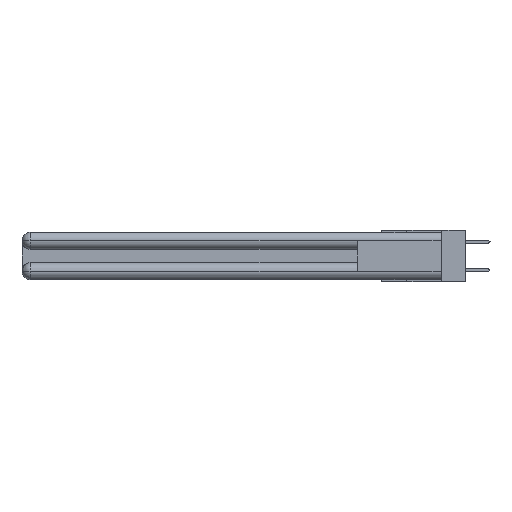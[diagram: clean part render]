
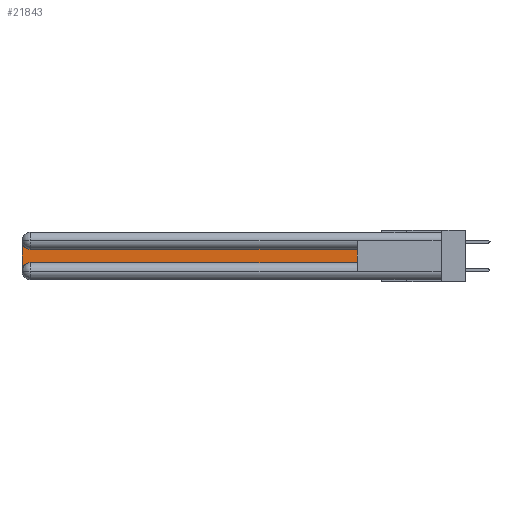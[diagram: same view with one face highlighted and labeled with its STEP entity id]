
A CAD part, left-side view. The second image highlights one B-rep face of the part: STEP entity #21843.
In plain terms, the highlighted planar face has unit normal (-1, 0, 0).
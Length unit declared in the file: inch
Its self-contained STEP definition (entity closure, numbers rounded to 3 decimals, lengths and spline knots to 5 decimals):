
#166 = ORIENTED_EDGE ( 'NONE', *, *, #935, .T. ) ;
#457 = EDGE_LOOP ( 'NONE', ( #20249, #5646, #13142, #22200, #22349, #166 ) ) ;
#935 = EDGE_CURVE ( 'NONE', #7465, #27871, #9486, .T. ) ;
#2313 = CIRCLE ( 'NONE', #28301, 0.06 ) ;
#2474 = AXIS2_PLACEMENT_3D ( 'NONE', #18619, #14250, #14347 ) ;
#2532 = VERTEX_POINT ( 'NONE', #19539 ) ;
#3706 = DIRECTION ( 'NONE',  ( 0., 0., -1. ) ) ;
#4596 = CARTESIAN_POINT ( 'NONE',  ( 0.075, 0.6, -0.1225 ) ) ;
#5640 = CARTESIAN_POINT ( 'NONE',  ( 0.075, 3., -0.2175 ) ) ;
#5646 = ORIENTED_EDGE ( 'NONE', *, *, #16911, .T. ) ;
#5977 = CARTESIAN_POINT ( 'NONE',  ( 0.075, 2.94, -0.2175 ) ) ;
#6169 = EDGE_CURVE ( 'NONE', #7986, #20136, #10080, .T. ) ;
#7465 = VERTEX_POINT ( 'NONE', #29029 ) ;
#7880 = CARTESIAN_POINT ( 'NONE',  ( 0.075, 0.6, -0.2175 ) ) ;
#7986 = VERTEX_POINT ( 'NONE', #9359 ) ;
#8133 = DIRECTION ( 'NONE',  ( 0., 0., -1. ) ) ;
#8800 = DIRECTION ( 'NONE',  ( 0., -1., 0. ) ) ;
#9359 = CARTESIAN_POINT ( 'NONE',  ( 0.075, 3., -0.0625 ) ) ;
#9486 = LINE ( 'NONE', #7880, #14907 ) ;
#9785 = CARTESIAN_POINT ( 'NONE',  ( 0.075, 0.6, -0.1225 ) ) ;
#9866 = DIRECTION ( 'NONE',  ( 1., 0., 0. ) ) ;
#10080 = LINE ( 'NONE', #5640, #11181 ) ;
#11181 = VECTOR ( 'NONE', #8133, 39.37008 ) ;
#13142 = ORIENTED_EDGE ( 'NONE', *, *, #6169, .T. ) ;
#13939 = DIRECTION ( 'NONE',  ( 0., 1., 0. ) ) ;
#14086 = FACE_OUTER_BOUND ( 'NONE', #457, .T. ) ;
#14130 = EDGE_CURVE ( 'NONE', #14701, #7465, #14330, .T. ) ;
#14250 = DIRECTION ( 'NONE',  ( 1., 0., 0. ) ) ;
#14330 = LINE ( 'NONE', #22502, #20696 ) ;
#14347 = DIRECTION ( 'NONE',  ( 0., 0., -1. ) ) ;
#14701 = VERTEX_POINT ( 'NONE', #5977 ) ;
#14907 = VECTOR ( 'NONE', #17099, 39.37008 ) ;
#15926 = CIRCLE ( 'NONE', #28880, 0.06 ) ;
#16334 = EDGE_CURVE ( 'NONE', #27871, #2532, #20245, .T. ) ;
#16911 = EDGE_CURVE ( 'NONE', #2532, #7986, #15926, .T. ) ;
#17099 = DIRECTION ( 'NONE',  ( 0., 0., 1. ) ) ;
#17463 = DIRECTION ( 'NONE',  ( 1., 0., 0. ) ) ;
#18619 = CARTESIAN_POINT ( 'NONE',  ( 0.075, 3., -0.1225 ) ) ;
#19361 = CARTESIAN_POINT ( 'NONE',  ( 0.075, 2.94, -0.0625 ) ) ;
#19539 = CARTESIAN_POINT ( 'NONE',  ( 0.075, 2.94, -0.1225 ) ) ;
#20136 = VERTEX_POINT ( 'NONE', #29293 ) ;
#20245 = LINE ( 'NONE', #4596, #26014 ) ;
#20249 = ORIENTED_EDGE ( 'NONE', *, *, #16334, .T. ) ;
#20696 = VECTOR ( 'NONE', #8800, 39.37008 ) ;
#21843 = ADVANCED_FACE ( 'NONE', ( #14086 ), #27922, .F. ) ;
#22200 = ORIENTED_EDGE ( 'NONE', *, *, #25940, .T. ) ;
#22349 = ORIENTED_EDGE ( 'NONE', *, *, #14130, .T. ) ;
#22502 = CARTESIAN_POINT ( 'NONE',  ( 0.075, 0.6, -0.2175 ) ) ;
#23579 = CARTESIAN_POINT ( 'NONE',  ( 0.075, 2.94, -0.2775 ) ) ;
#25940 = EDGE_CURVE ( 'NONE', #20136, #14701, #2313, .T. ) ;
#26014 = VECTOR ( 'NONE', #13939, 39.37008 ) ;
#27871 = VERTEX_POINT ( 'NONE', #9785 ) ;
#27922 = PLANE ( 'NONE',  #2474 ) ;
#28188 = DIRECTION ( 'NONE',  ( 0., 0., -1. ) ) ;
#28301 = AXIS2_PLACEMENT_3D ( 'NONE', #23579, #9866, #28188 ) ;
#28880 = AXIS2_PLACEMENT_3D ( 'NONE', #19361, #17463, #3706 ) ;
#29029 = CARTESIAN_POINT ( 'NONE',  ( 0.075, 0.6, -0.2175 ) ) ;
#29293 = CARTESIAN_POINT ( 'NONE',  ( 0.075, 3., -0.2775 ) ) ;
